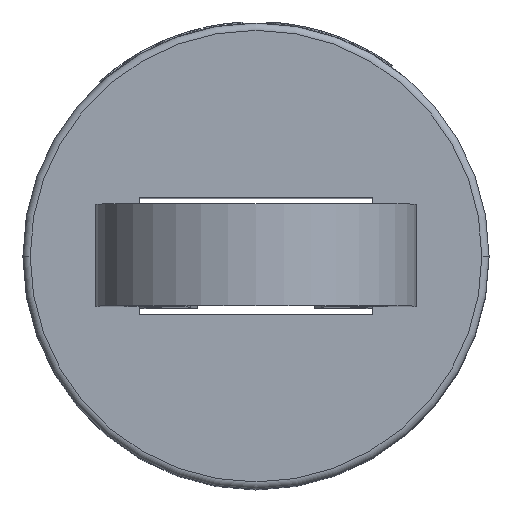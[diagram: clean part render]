
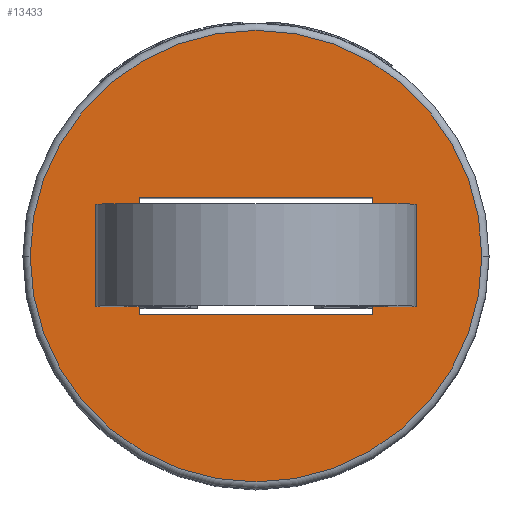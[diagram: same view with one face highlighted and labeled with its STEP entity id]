
A CAD part, top view. The second image highlights one B-rep face of the part: STEP entity #13433.
In plain terms, the highlighted planar face has unit normal (0, 0, 1).
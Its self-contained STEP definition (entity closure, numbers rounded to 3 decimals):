
#163 = DIRECTION ( 'NONE',  ( 0., 0., 1. ) ) ;
#221 = ORIENTED_EDGE ( 'NONE', *, *, #3337, .F. ) ;
#421 = VERTEX_POINT ( 'NONE', #4837 ) ;
#438 = VERTEX_POINT ( 'NONE', #5695 ) ;
#658 = DIRECTION ( 'NONE',  ( 0., 0., 1. ) ) ;
#730 = FACE_OUTER_BOUND ( 'NONE', #13137, .T. ) ;
#789 = VECTOR ( 'NONE', #4522, 1000. ) ;
#960 = PLANE ( 'NONE',  #10983 ) ;
#1288 = EDGE_CURVE ( 'NONE', #421, #438, #8981, .T. ) ;
#1455 = AXIS2_PLACEMENT_3D ( 'NONE', #7053, #163, #10768 ) ;
#1527 = CARTESIAN_POINT ( 'NONE',  ( -0.8, 0.4, 3. ) ) ;
#1528 = CARTESIAN_POINT ( 'NONE',  ( -0.8, -0.4, 3. ) ) ;
#1565 = EDGE_CURVE ( 'NONE', #11218, #10006, #3478, .T. ) ;
#1824 = CARTESIAN_POINT ( 'NONE',  ( -0.8, 0.4, 3. ) ) ;
#1885 = EDGE_LOOP ( 'NONE', ( #221, #3029, #3867, #7656 ) ) ;
#2109 = ORIENTED_EDGE ( 'NONE', *, *, #9985, .T. ) ;
#3029 = ORIENTED_EDGE ( 'NONE', *, *, #1565, .F. ) ;
#3337 = EDGE_CURVE ( 'NONE', #10006, #9223, #12675, .T. ) ;
#3412 = CARTESIAN_POINT ( 'NONE',  ( 0., 0., 3. ) ) ;
#3478 = LINE ( 'NONE', #10657, #4024 ) ;
#3663 = CARTESIAN_POINT ( 'NONE',  ( 0.8, -0.4, 3. ) ) ;
#3729 = DIRECTION ( 'NONE',  ( 0., 0., 1. ) ) ;
#3759 = LINE ( 'NONE', #1527, #5517 ) ;
#3867 = ORIENTED_EDGE ( 'NONE', *, *, #14722, .F. ) ;
#4024 = VECTOR ( 'NONE', #4500, 1000. ) ;
#4500 = DIRECTION ( 'NONE',  ( 1., 0., 0. ) ) ;
#4522 = DIRECTION ( 'NONE',  ( 0., 1., 0. ) ) ;
#4837 = CARTESIAN_POINT ( 'NONE',  ( -1.55, 0., 3. ) ) ;
#5339 = DIRECTION ( 'NONE',  ( 1., 0., 0. ) ) ;
#5517 = VECTOR ( 'NONE', #6292, 1000. ) ;
#5695 = CARTESIAN_POINT ( 'NONE',  ( 1.55, 0., 3. ) ) ;
#6292 = DIRECTION ( 'NONE',  ( 0., -1., 0. ) ) ;
#6504 = CARTESIAN_POINT ( 'NONE',  ( 0., 0., 3. ) ) ;
#7053 = CARTESIAN_POINT ( 'NONE',  ( 0., 0., 3. ) ) ;
#7179 = DIRECTION ( 'NONE',  ( 1., 0., 0. ) ) ;
#7238 = VERTEX_POINT ( 'NONE', #10355 ) ;
#7651 = LINE ( 'NONE', #1824, #13434 ) ;
#7656 = ORIENTED_EDGE ( 'NONE', *, *, #13887, .F. ) ;
#8068 = CIRCLE ( 'NONE', #1455, 1.55 ) ;
#8981 = CIRCLE ( 'NONE', #10692, 1.55 ) ;
#9012 = ORIENTED_EDGE ( 'NONE', *, *, #1288, .T. ) ;
#9223 = VERTEX_POINT ( 'NONE', #10849 ) ;
#9985 = EDGE_CURVE ( 'NONE', #438, #421, #8068, .T. ) ;
#10006 = VERTEX_POINT ( 'NONE', #3663 ) ;
#10355 = CARTESIAN_POINT ( 'NONE',  ( -0.8, 0.4, 3. ) ) ;
#10657 = CARTESIAN_POINT ( 'NONE',  ( -0.8, -0.4, 3. ) ) ;
#10692 = AXIS2_PLACEMENT_3D ( 'NONE', #3412, #3729, #7179 ) ;
#10768 = DIRECTION ( 'NONE',  ( 1., 0., 0. ) ) ;
#10849 = CARTESIAN_POINT ( 'NONE',  ( 0.8, 0.4, 3. ) ) ;
#10983 = AXIS2_PLACEMENT_3D ( 'NONE', #6504, #658, #5339 ) ;
#11218 = VERTEX_POINT ( 'NONE', #1528 ) ;
#11437 = FACE_BOUND ( 'NONE', #1885, .T. ) ;
#11535 = CARTESIAN_POINT ( 'NONE',  ( 0.8, 0.4, 3. ) ) ;
#12082 = DIRECTION ( 'NONE',  ( -1., 0., 0. ) ) ;
#12675 = LINE ( 'NONE', #11535, #789 ) ;
#13137 = EDGE_LOOP ( 'NONE', ( #2109, #9012 ) ) ;
#13433 = ADVANCED_FACE ( 'NONE', ( #730, #11437 ), #960, .T. ) ;
#13434 = VECTOR ( 'NONE', #12082, 1000. ) ;
#13887 = EDGE_CURVE ( 'NONE', #9223, #7238, #7651, .T. ) ;
#14722 = EDGE_CURVE ( 'NONE', #7238, #11218, #3759, .T. ) ;
